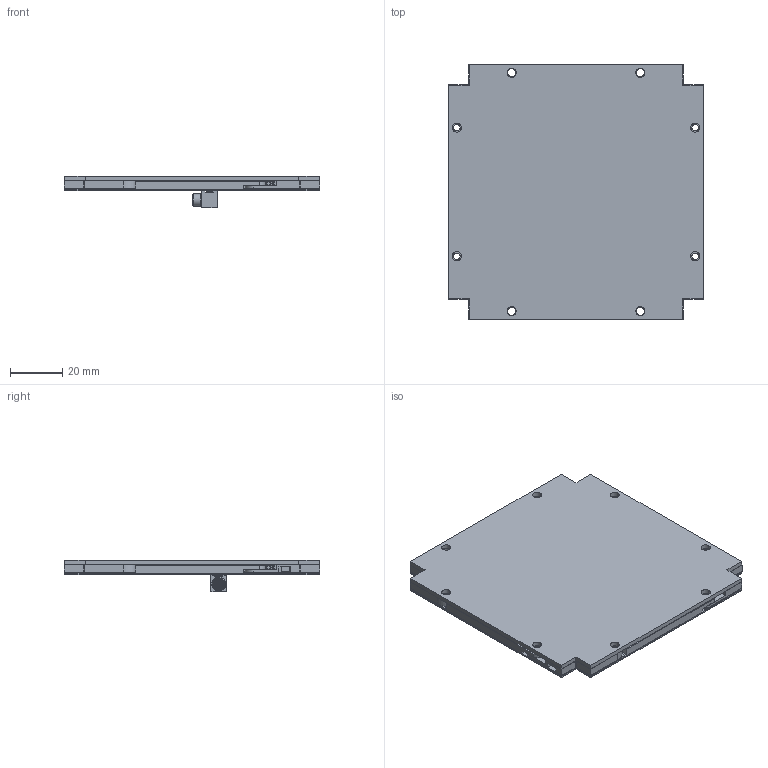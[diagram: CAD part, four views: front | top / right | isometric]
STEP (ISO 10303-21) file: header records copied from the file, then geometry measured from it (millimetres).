
FILE_DESCRIPTION (( 'STEP AP203' ), '1' );
FILE_NAME ('closed_antenna.STEP', '2018-11-20T12:33:30', ( '' ), ( '' ), 'SwSTEP 2.0', 'SolidWorks 2018', '' );
FILE_SCHEMA (( 'CONFIG_CONTROL_DESIGN' ));
Length unit declared in the file: millimetre
Products named in the file (6): ES_UHF_Ant_v6_1_Upper; closed_antenna; UHF_frame_Rev1.2_stepc; ES_UHF_Top_v6; ES_UHF_Ant_Feed_v6_1; vhf_uhf_door_19042017_2
Assembly tree (8 placements, depth 2):
  closed_antenna
    ES_UHF_Ant_Feed_v6_1
    ES_UHF_Ant_v6_1_Upper
    ES_UHF_Top_v6
    UHF_frame_Rev1.2_stepc
    vhf_uhf_door_19042017_2  x4
Bounding box: 98 x 98.01 x 12.2 mm (x, y, z)
Volume: 26065.7 mm3; surface area: 52818.8 mm2
Topology: 15 solids, 15 shells, 1339 faces, 3733 edges, 2423 vertices
Faces by surface type: cylinder 793, plane 411, bspline 72, cone 43, torus 20
Entity records: 37856 total; most frequent: CARTESIAN_POINT 7297, DIRECTION 6435, ORIENTED_EDGE 6094, EDGE_CURVE 3047, AXIS2_PLACEMENT_3D 2444, VERTEX_POINT 2012, EDGE_LOOP 1565, VECTOR 1547
